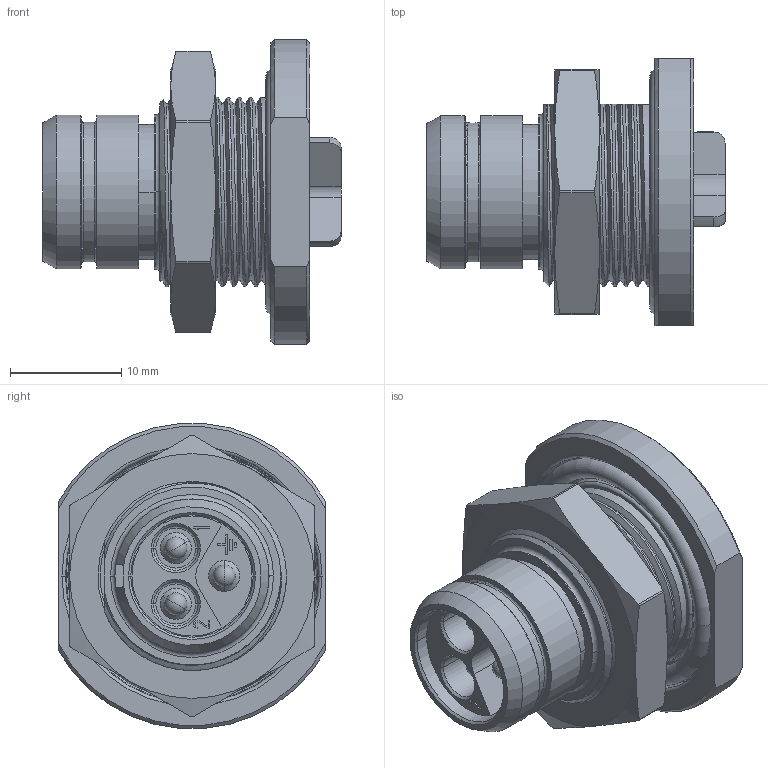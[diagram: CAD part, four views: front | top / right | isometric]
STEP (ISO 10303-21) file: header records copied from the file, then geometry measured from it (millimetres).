
FILE_DESCRIPTION((''),'2;1');
FILE_NAME('1331EV103MZ','2024-07-17T10:58:46',('paultorloting'),('NET AG system integration'),'CREO PARAMETRIC BY PTC INC, 2021404','CREO PARAMETRIC BY PTC INC, 2021404','');
FILE_SCHEMA(('AUTOMOTIVE_DESIGN { 1 0 10303 214 1 1 1 1 }'));
Length unit declared in the file: millimetre
Products named in the file (1): 1331EV103MZ
Bounding box: 26.8 x 24 x 27.41 mm (x, y, z)
Volume: 4873.2 mm3; surface area: 6057.5 mm2
Topology: 2 solids, 2 shells, 375 faces, 990 edges, 628 vertices
Faces by surface type: plane 149, cylinder 105, cone 52, bspline 32, torus 31, sphere 6
Entity records: 17917 total; most frequent: CARTESIAN_POINT 6921, ORIENTED_EDGE 1956, DIRECTION 1738, EDGE_CURVE 978, AXIS2_PLACEMENT_3D 640, VERTEX_POINT 628, VECTOR 455, LINE 455
